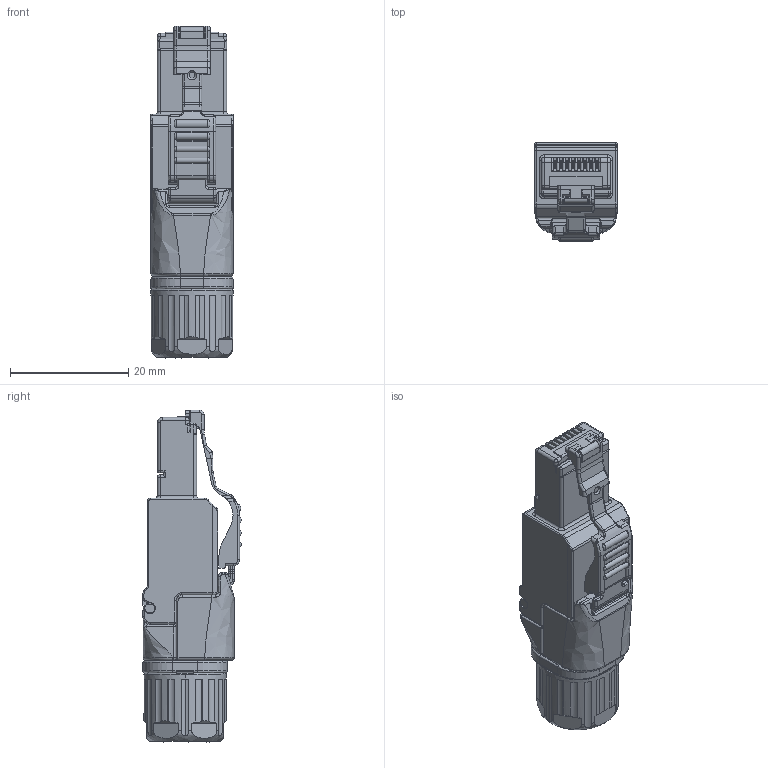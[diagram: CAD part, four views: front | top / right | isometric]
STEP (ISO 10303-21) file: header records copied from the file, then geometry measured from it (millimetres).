
FILE_DESCRIPTION (( 'STEP AP203' ), '1' );
FILE_NAME ('490174.step', '2024-05-21T12:06:23', ( '' ), ( '' ), 'SwSTEP 2.0', 'SolidWorks 2023', '' );
FILE_SCHEMA (( 'CONFIG_CONTROL_DESIGN' ));
Products named in the file (1): 490174
Bounding box: 13.9 x 16.63 x 56.1 mm (x, y, z)
Volume: 8288.5 mm3; surface area: 4097.8 mm2
Topology: 1 solids, 3 shells, 1685 faces, 4673 edges, 2902 vertices
Faces by surface type: plane 681, cylinder 590, bspline 287, torus 82, cone 45
Entity records: 62360 total; most frequent: CARTESIAN_POINT 21685, ORIENTED_EDGE 9288, DIRECTION 7735, EDGE_CURVE 4644, VERTEX_POINT 2902, AXIS2_PLACEMENT_3D 2639, LINE 2457, VECTOR 2457
